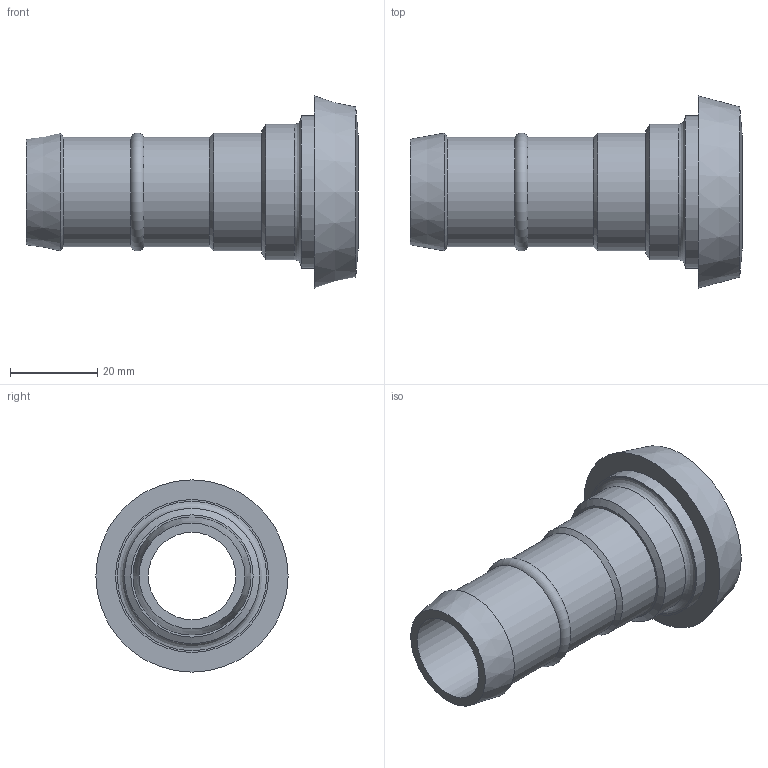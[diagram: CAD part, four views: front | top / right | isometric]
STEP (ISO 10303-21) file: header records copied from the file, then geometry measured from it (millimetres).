
FILE_DESCRIPTION((''),'2;1');
FILE_NAME('13600025X.stp','2010-08-11T09:38:25',('thilbrands'),(''),'Autodesk Inventor 2008','Autodesk Inventor 2008','');
FILE_SCHEMA(('AUTOMOTIVE_DESIGN { 1 0 10303 214 1 1 1 1 }'));
Length unit declared in the file: millimetre
Products named in the file (3): 136000251; 138000101-DN20; ENG-007296-DN25
Assembly tree (2 placements, depth 2):
  136000251
    138000101-DN20
    ENG-007296-DN25
Bounding box: 76 x 44 x 44 mm (x, y, z)
Volume: 22124.6 mm3; surface area: 14101.6 mm2
Topology: 2 solids, 2 shells, 21 faces, 36 edges, 21 vertices
Faces by surface type: cylinder 7, plane 6, cone 6, torus 1, bspline 1
Full cylindrical faces by diameter (mm): 20 x1, 25 x2, 26 x1, 27 x1, 31 x1, 35 x1
Entity records: 554 total; most frequent: CARTESIAN_POINT 112, DIRECTION 92, AXIS2_PLACEMENT_3D 46, ORIENTED_EDGE 42, EDGE_LOOP 42, VERTEX_POINT 21, CIRCLE 21, EDGE_CURVE 21
